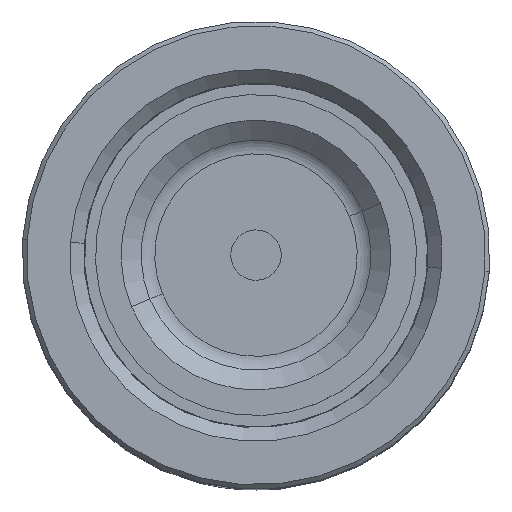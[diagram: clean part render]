
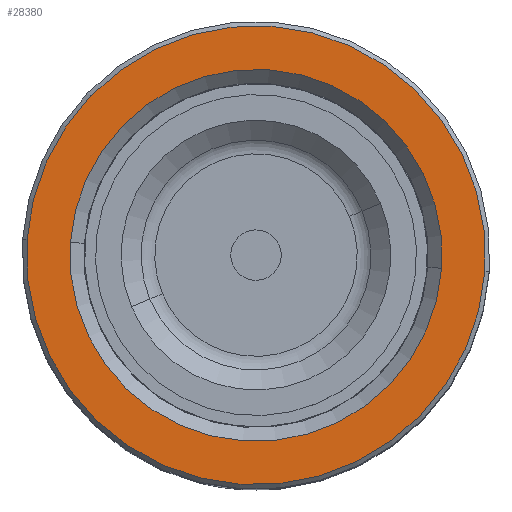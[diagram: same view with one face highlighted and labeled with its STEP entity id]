
A CAD part, top view. The second image highlights one B-rep face of the part: STEP entity #28380.
In plain terms, the highlighted planar face has unit normal (0, 0, 1).
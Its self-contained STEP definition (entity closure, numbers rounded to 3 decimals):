
#2986 = DIRECTION ( 'NONE',  ( 0., 0., 1. ) ) ;
#5468 = CARTESIAN_POINT ( 'NONE',  ( 36.45, 0., 100. ) ) ;
#5565 = CARTESIAN_POINT ( 'NONE',  ( 0., 0., 100. ) ) ;
#5731 = EDGE_LOOP ( 'NONE', ( #36750, #30468 ) ) ;
#8000 = PLANE ( 'NONE',  #24855 ) ;
#11105 = CIRCLE ( 'NONE', #54914, 29.55 ) ;
#12503 = VERTEX_POINT ( 'NONE', #42726 ) ;
#13664 = DIRECTION ( 'NONE',  ( 1., 0., 0. ) ) ;
#18691 = VERTEX_POINT ( 'NONE', #5468 ) ;
#23050 = DIRECTION ( 'NONE',  ( 1., 0., 0. ) ) ;
#23157 = CIRCLE ( 'NONE', #62696, 29.55 ) ;
#24180 = ORIENTED_EDGE ( 'NONE', *, *, #33805, .T. ) ;
#24855 = AXIS2_PLACEMENT_3D ( 'NONE', #50253, #2986, #13664 ) ;
#25148 = EDGE_LOOP ( 'NONE', ( #24180, #39647 ) ) ;
#25358 = CARTESIAN_POINT ( 'NONE',  ( -36.45, 0., 100. ) ) ;
#28380 = ADVANCED_FACE ( 'NONE', ( #57433, #50951 ), #8000, .T. ) ;
#30468 = ORIENTED_EDGE ( 'NONE', *, *, #55639, .T. ) ;
#31098 = EDGE_CURVE ( 'NONE', #45507, #12503, #11105, .T. ) ;
#31761 = DIRECTION ( 'NONE',  ( 0., 0., 1. ) ) ;
#33749 = DIRECTION ( 'NONE',  ( 0., 0., -1. ) ) ;
#33805 = EDGE_CURVE ( 'NONE', #47895, #18691, #60596, .T. ) ;
#34129 = CARTESIAN_POINT ( 'NONE',  ( 29.55, 0., 100. ) ) ;
#36750 = ORIENTED_EDGE ( 'NONE', *, *, #31098, .T. ) ;
#37274 = CARTESIAN_POINT ( 'NONE',  ( 0., 0., 100. ) ) ;
#38965 = CARTESIAN_POINT ( 'NONE',  ( 0., 0., 100. ) ) ;
#39647 = ORIENTED_EDGE ( 'NONE', *, *, #43029, .T. ) ;
#40282 = CARTESIAN_POINT ( 'NONE',  ( 0., 0., 100. ) ) ;
#41595 = DIRECTION ( 'NONE',  ( 0., 0., -1. ) ) ;
#41974 = DIRECTION ( 'NONE',  ( 1., 0., 0. ) ) ;
#42052 = DIRECTION ( 'NONE',  ( 1., 0., 0. ) ) ;
#42726 = CARTESIAN_POINT ( 'NONE',  ( -29.55, 0., 100. ) ) ;
#43029 = EDGE_CURVE ( 'NONE', #18691, #47895, #49636, .T. ) ;
#45066 = DIRECTION ( 'NONE',  ( 0., 0., 1. ) ) ;
#45496 = DIRECTION ( 'NONE',  ( 1., 0., 0. ) ) ;
#45507 = VERTEX_POINT ( 'NONE', #34129 ) ;
#47895 = VERTEX_POINT ( 'NONE', #25358 ) ;
#48980 = AXIS2_PLACEMENT_3D ( 'NONE', #5565, #31761, #41974 ) ;
#49636 = CIRCLE ( 'NONE', #55075, 36.45 ) ;
#50253 = CARTESIAN_POINT ( 'NONE',  ( 0., 0., 100. ) ) ;
#50951 = FACE_BOUND ( 'NONE', #5731, .T. ) ;
#54914 = AXIS2_PLACEMENT_3D ( 'NONE', #37274, #41595, #42052 ) ;
#55075 = AXIS2_PLACEMENT_3D ( 'NONE', #40282, #45066, #45496 ) ;
#55639 = EDGE_CURVE ( 'NONE', #12503, #45507, #23157, .T. ) ;
#57433 = FACE_OUTER_BOUND ( 'NONE', #25148, .T. ) ;
#60596 = CIRCLE ( 'NONE', #48980, 36.45 ) ;
#62696 = AXIS2_PLACEMENT_3D ( 'NONE', #38965, #33749, #23050 ) ;
